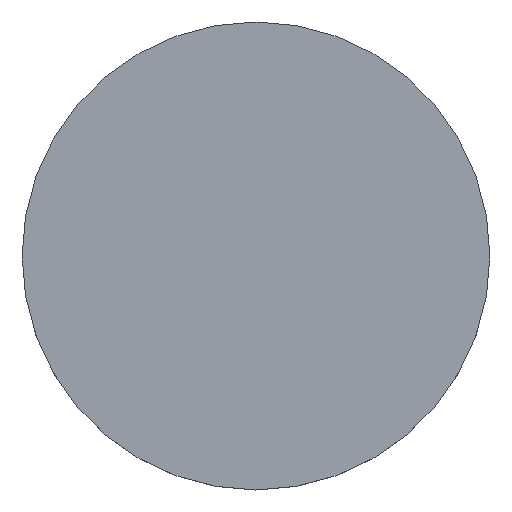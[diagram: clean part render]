
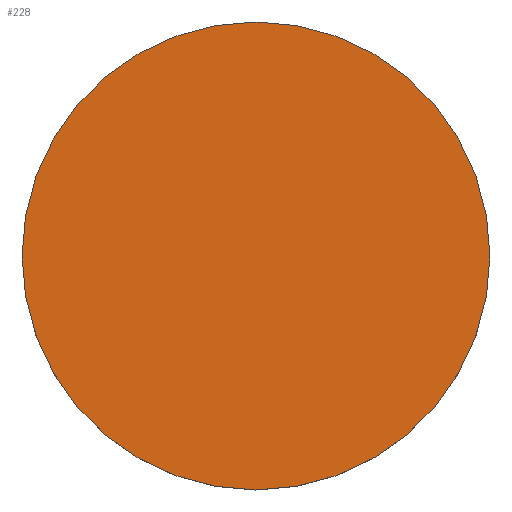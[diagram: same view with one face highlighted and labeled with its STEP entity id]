
A CAD part, top view. The second image highlights one B-rep face of the part: STEP entity #228.
In plain terms, the highlighted planar face has unit normal (0, 0, 1).
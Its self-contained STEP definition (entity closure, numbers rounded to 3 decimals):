
#1 = CARTESIAN_POINT ( 'NONE',  ( 0., 0., 3. ) ) ;
#6 = EDGE_LOOP ( 'NONE', ( #76, #11 ) ) ;
#11 = ORIENTED_EDGE ( 'NONE', *, *, #147, .F. ) ;
#20 = FACE_OUTER_BOUND ( 'NONE', #6, .T. ) ;
#23 = CARTESIAN_POINT ( 'NONE',  ( 12.7, 0., 3. ) ) ;
#26 = CIRCLE ( 'NONE', #47, 12.7 ) ;
#38 = AXIS2_PLACEMENT_3D ( 'NONE', #87, #185, #124 ) ;
#46 = AXIS2_PLACEMENT_3D ( 'NONE', #140, #143, #90 ) ;
#47 = AXIS2_PLACEMENT_3D ( 'NONE', #1, #117, #118 ) ;
#76 = ORIENTED_EDGE ( 'NONE', *, *, #191, .F. ) ;
#87 = CARTESIAN_POINT ( 'NONE',  ( 0., 0., 3. ) ) ;
#90 = DIRECTION ( 'NONE',  ( 1., 0., 0. ) ) ;
#97 = VERTEX_POINT ( 'NONE', #173 ) ;
#117 = DIRECTION ( 'NONE',  ( 0., 0., -1. ) ) ;
#118 = DIRECTION ( 'NONE',  ( 1., 0., 0. ) ) ;
#124 = DIRECTION ( 'NONE',  ( 1., 0., 0. ) ) ;
#140 = CARTESIAN_POINT ( 'NONE',  ( 0., 26.112, 3. ) ) ;
#143 = DIRECTION ( 'NONE',  ( 0., 0., 1. ) ) ;
#147 = EDGE_CURVE ( 'NONE', #97, #178, #162, .T. ) ;
#162 = CIRCLE ( 'NONE', #38, 12.7 ) ;
#173 = CARTESIAN_POINT ( 'NONE',  ( -12.7, 0., 3. ) ) ;
#178 = VERTEX_POINT ( 'NONE', #23 ) ;
#185 = DIRECTION ( 'NONE',  ( 0., 0., -1. ) ) ;
#191 = EDGE_CURVE ( 'NONE', #178, #97, #26, .T. ) ;
#203 = PLANE ( 'NONE',  #46 ) ;
#228 = ADVANCED_FACE ( 'NONE', ( #20 ), #203, .T. ) ;
